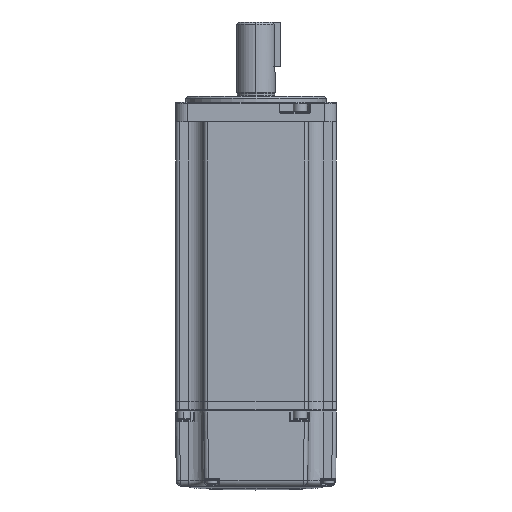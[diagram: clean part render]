
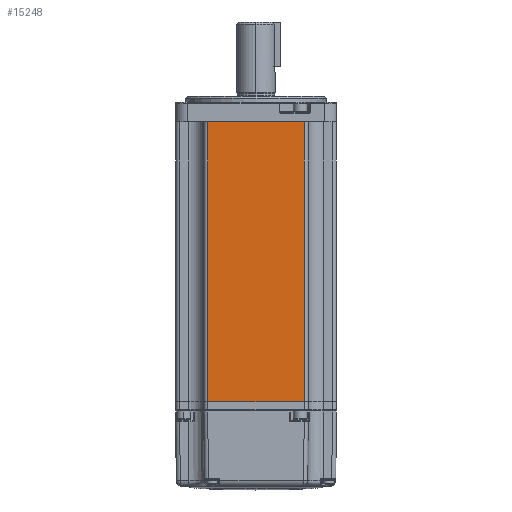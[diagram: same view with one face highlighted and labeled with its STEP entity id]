
A CAD part, front view. The second image highlights one B-rep face of the part: STEP entity #15248.
In plain terms, the highlighted planar face has unit normal (0, -1, 0).
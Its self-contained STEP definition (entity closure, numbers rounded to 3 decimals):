
#9956 = ORIENTED_EDGE ( 'NONE', *, *, #10977, .T. ) ;
#9957 = ORIENTED_EDGE ( 'NONE', *, *, #10944, .T. ) ;
#9958 = ORIENTED_EDGE ( 'NONE', *, *, #10982, .T. ) ;
#9959 = ORIENTED_EDGE ( 'NONE', *, *, #10938, .T. ) ;
#10938 = EDGE_CURVE ( 'NONE', #41319, #41320, #44360, .T. ) ;
#10944 = EDGE_CURVE ( 'NONE', #41316, #41324, #44368, .T. ) ;
#10977 = EDGE_CURVE ( 'NONE', #41320, #41316, #44394, .T. ) ;
#10982 = EDGE_CURVE ( 'NONE', #41324, #41319, #44406, .T. ) ;
#14483 = FACE_OUTER_BOUND ( 'NONE', #15542, .T. ) ;
#15248 = ADVANCED_FACE ( 'NONE', ( #14483 ), #34973, .F. ) ;
#15542 = EDGE_LOOP ( 'NONE', ( #9956, #9957, #9958, #9959 ) ) ;
#34963 = CARTESIAN_POINT ( 'NONE',  ( 0., -40., 141.5 ) ) ;
#34973 = PLANE ( 'NONE',  #36384 ) ;
#34978 = DIRECTION ( 'NONE',  ( 0., 1., 0. ) ) ;
#34980 = DIRECTION ( 'NONE',  ( -1., 0., 0. ) ) ;
#35675 = CARTESIAN_POINT ( 'NONE',  ( -24., -40., 1.2 ) ) ;
#35678 = CARTESIAN_POINT ( 'NONE',  ( 24., -40., 140.3 ) ) ;
#35679 = CARTESIAN_POINT ( 'NONE',  ( -24., -40., 140.3 ) ) ;
#35683 = CARTESIAN_POINT ( 'NONE',  ( 24., -40., 1.2 ) ) ;
#36384 = AXIS2_PLACEMENT_3D ( 'NONE', #34963, #34978, #34980 ) ;
#41316 = VERTEX_POINT ( 'NONE', #35675 ) ;
#41319 = VERTEX_POINT ( 'NONE', #35678 ) ;
#41320 = VERTEX_POINT ( 'NONE', #35679 ) ;
#41324 = VERTEX_POINT ( 'NONE', #35683 ) ;
#44360 = LINE ( 'NONE', #45796, #44363 ) ;
#44363 = VECTOR ( 'NONE', #45797, 1000. ) ;
#44368 = LINE ( 'NONE', #45802, #44371 ) ;
#44371 = VECTOR ( 'NONE', #45803, 1000. ) ;
#44394 = LINE ( 'NONE', #45848, #44405 ) ;
#44405 = VECTOR ( 'NONE', #45838, 1000. ) ;
#44406 = LINE ( 'NONE', #45847, #44408 ) ;
#44408 = VECTOR ( 'NONE', #45846, 1000. ) ;
#45796 = CARTESIAN_POINT ( 'NONE',  ( -24., -40., 140.3 ) ) ;
#45797 = DIRECTION ( 'NONE',  ( -1., 0., 0. ) ) ;
#45802 = CARTESIAN_POINT ( 'NONE',  ( 24., -40., 1.2 ) ) ;
#45803 = DIRECTION ( 'NONE',  ( 1., 0., 0. ) ) ;
#45838 = DIRECTION ( 'NONE',  ( 0., 0., -1. ) ) ;
#45846 = DIRECTION ( 'NONE',  ( 0., 0., 1. ) ) ;
#45847 = CARTESIAN_POINT ( 'NONE',  ( 24., -40., 141.5 ) ) ;
#45848 = CARTESIAN_POINT ( 'NONE',  ( -24., -40., 141.5 ) ) ;
